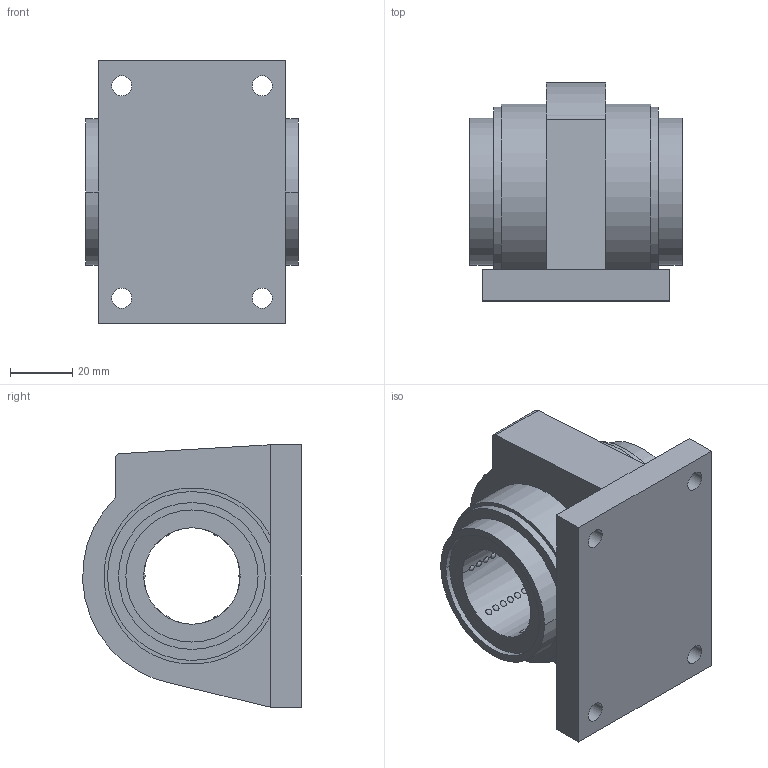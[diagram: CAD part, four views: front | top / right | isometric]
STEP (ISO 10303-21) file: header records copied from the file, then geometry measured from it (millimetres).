
FILE_DESCRIPTION((''),'2;1');
FILE_NAME('','2007-10-24T',(''),(''),'PRO/ENGINEER BY PARAMETRIC TECHNOLOGY CORPORATION, 2004280','PRO/ENGINEER BY PARAMETRIC TECHNOLOGY CORPORATION, 2004280','');
FILE_SCHEMA(('CONFIG_CONTROL_DESIGN'));
Length unit declared in the file: millimetre
Bounding box: 68 x 69.96 x 84 mm (x, y, z)
Volume: 182842.7 mm3; surface area: 35155.7 mm2
Topology: 1 solids, 1 shells, 152 faces, 362 edges, 288 vertices
Faces by surface type: sphere 108, cylinder 24, plane 20
Entity records: 12476 total; most frequent: CARTESIAN_POINT 9118, ORIENTED_EDGE 724, DIRECTION 498, EDGE_CURVE 362, VERTEX_POINT 288, EDGE_LOOP 238, B_SPLINE_CURVE_WITH_KNOTS 216, AXIS2_PLACEMENT_3D 200
